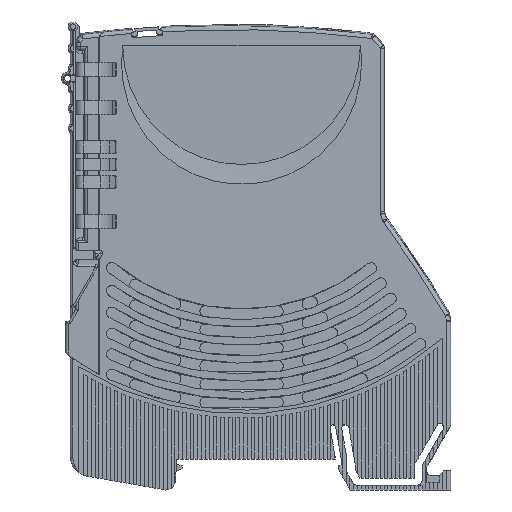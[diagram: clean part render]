
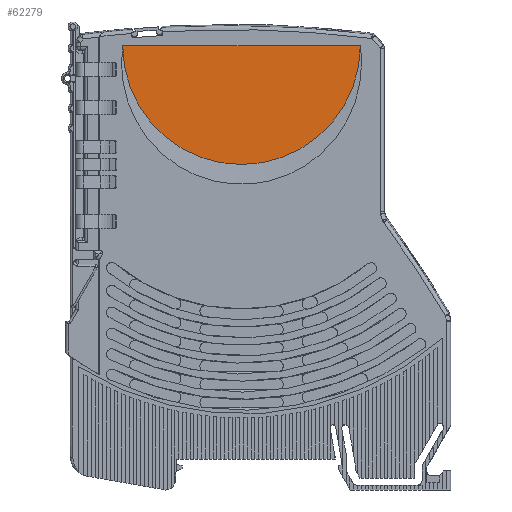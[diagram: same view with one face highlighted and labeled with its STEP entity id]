
A CAD part, left-side view. The second image highlights one B-rep face of the part: STEP entity #62279.
In plain terms, the highlighted planar face has unit normal (-1, 0, -0.018).
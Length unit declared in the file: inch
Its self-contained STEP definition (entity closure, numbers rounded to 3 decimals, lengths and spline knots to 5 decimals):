
#4529 = AXIS2_PLACEMENT_3D ( 'NONE', #32528, #66271, #16547 ) ;
#10360 = PLANE ( 'NONE',  #4529 ) ;
#11554 = CIRCLE ( 'NONE', #50930, 0.98425 ) ;
#16547 = DIRECTION ( 'NONE',  ( -0.017, 0., 1. ) ) ;
#18134 = LINE ( 'NONE', #51509, #31270 ) ;
#22187 = CARTESIAN_POINT ( 'NONE',  ( -0.24213, 0.7469, 3.4252 ) ) ;
#22881 = DIRECTION ( 'NONE',  ( 0., 1., 0. ) ) ;
#24277 = EDGE_LOOP ( 'NONE', ( #38910, #65453 ) ) ;
#31270 = VECTOR ( 'NONE', #22881, 39.37008 ) ;
#32528 = CARTESIAN_POINT ( 'NONE',  ( -0.24213, 1.73115, 3.4252 ) ) ;
#37027 = VERTEX_POINT ( 'NONE', #45787 ) ;
#38910 = ORIENTED_EDGE ( 'NONE', *, *, #44052, .T. ) ;
#44052 = EDGE_CURVE ( 'NONE', #37027, #58603, #11554, .T. ) ;
#45787 = CARTESIAN_POINT ( 'NONE',  ( -0.24213, 2.71541, 3.4252 ) ) ;
#49553 = FACE_OUTER_BOUND ( 'NONE', #24277, .T. ) ;
#50930 = AXIS2_PLACEMENT_3D ( 'NONE', #58096, #67909, #69704 ) ;
#51509 = CARTESIAN_POINT ( 'NONE',  ( -0.24213, 1.57367, 3.4252 ) ) ;
#58096 = CARTESIAN_POINT ( 'NONE',  ( -0.24213, 1.73115, 3.4252 ) ) ;
#58603 = VERTEX_POINT ( 'NONE', #22187 ) ;
#61743 = EDGE_CURVE ( 'NONE', #58603, #37027, #18134, .T. ) ;
#62279 = ADVANCED_FACE ( 'NONE', ( #49553 ), #10360, .T. ) ;
#65453 = ORIENTED_EDGE ( 'NONE', *, *, #61743, .T. ) ;
#66271 = DIRECTION ( 'NONE',  ( -1., 0., -0.017 ) ) ;
#67909 = DIRECTION ( 'NONE',  ( -1., 0., -0.017 ) ) ;
#69704 = DIRECTION ( 'NONE',  ( -0.017, 0., 1. ) ) ;
